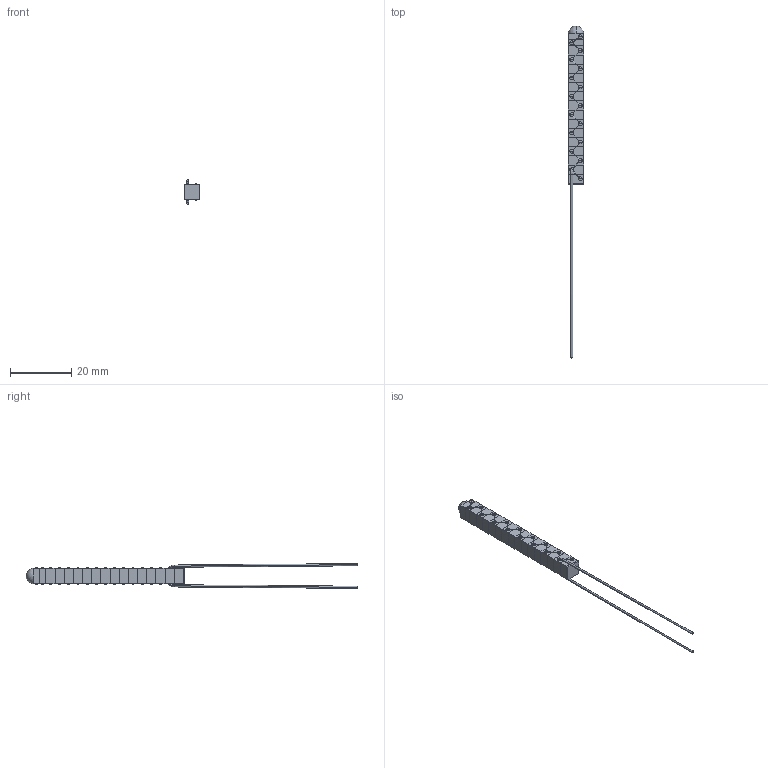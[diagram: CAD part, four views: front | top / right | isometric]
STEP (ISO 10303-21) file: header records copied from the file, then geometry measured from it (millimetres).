
FILE_DESCRIPTION (( 'STEP AP214' ), '1' );
FILE_NAME ('CTN003049.STEP', '2015-06-12T08:05:10', ( '' ), ( '' ), 'SwSTEP 2.0', 'SolidWorks 2014', '' );
FILE_SCHEMA (( 'AUTOMOTIVE_DESIGN' ));
Length unit declared in the file: millimetre
Products named in the file (1): CTN003049
Bounding box: 5 x 108.65 x 8.12 mm (x, y, z)
Volume: 1516.9 mm3; surface area: 2595.4 mm2
Topology: 47 solids, 47 shells, 385 faces, 758 edges, 465 vertices
Faces by surface type: plane 175, cylinder 132, sphere 70, bspline 8
Entity records: 12203 total; most frequent: CARTESIAN_POINT 2375, DIRECTION 1638, ORIENTED_EDGE 1512, EDGE_CURVE 756, AXIS2_PLACEMENT_3D 602, VERTEX_POINT 465, VECTOR 434, LINE 434
